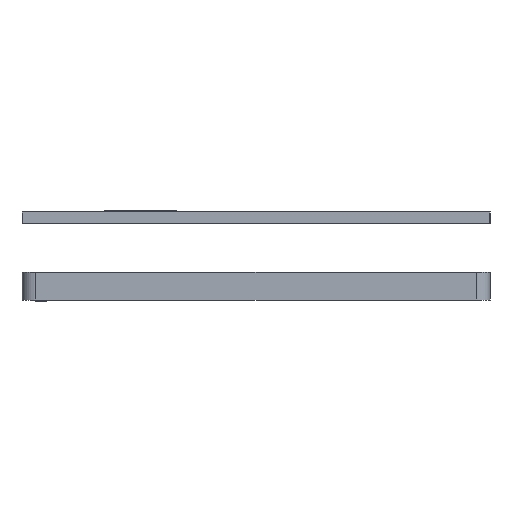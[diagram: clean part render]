
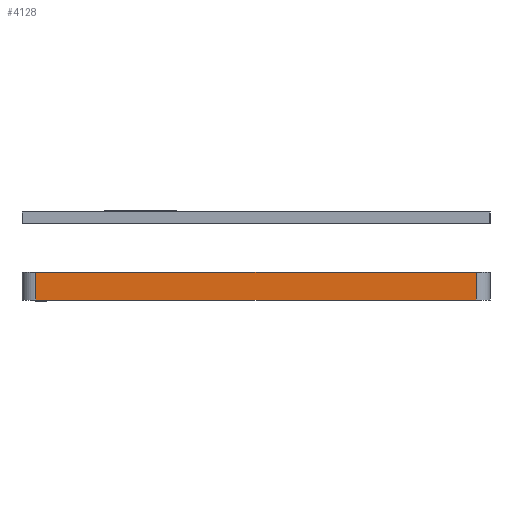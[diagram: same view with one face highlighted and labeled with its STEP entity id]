
A CAD part, left-side view. The second image highlights one B-rep face of the part: STEP entity #4128.
In plain terms, the highlighted planar face has unit normal (-1, 0, 0).
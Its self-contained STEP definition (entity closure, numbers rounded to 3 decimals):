
#610=FACE_OUTER_BOUND('',#854,.T.);
#854=EDGE_LOOP('',(#3382,#3383,#3384,#3385));
#1064=LINE('',#5849,#1396);
#1156=LINE('',#7057,#1488);
#1157=LINE('',#7060,#1489);
#1158=LINE('',#7061,#1490);
#1396=VECTOR('',#4512,10.);
#1488=VECTOR('',#4656,10.);
#1489=VECTOR('',#4659,10.);
#1490=VECTOR('',#4660,10.);
#1740=VERTEX_POINT('',#5835);
#1746=VERTEX_POINT('',#5847);
#1875=VERTEX_POINT('',#7053);
#1877=VERTEX_POINT('',#7059);
#2218=EDGE_CURVE('',#1740,#1746,#1064,.T.);
#2411=EDGE_CURVE('',#1740,#1875,#1156,.T.);
#2412=EDGE_CURVE('',#1877,#1746,#1157,.T.);
#2413=EDGE_CURVE('',#1875,#1877,#1158,.T.);
#3382=ORIENTED_EDGE('',*,*,#2411,.F.);
#3383=ORIENTED_EDGE('',*,*,#2218,.T.);
#3384=ORIENTED_EDGE('',*,*,#2412,.F.);
#3385=ORIENTED_EDGE('',*,*,#2413,.F.);
#3961=PLANE('',#4298);
#4128=ADVANCED_FACE('',(#610),#3961,.T.);
#4298=AXIS2_PLACEMENT_3D('',#7058,#4657,#4658);
#4512=DIRECTION('',(0.,-1.,0.));
#4656=DIRECTION('',(0.,0.,1.));
#4657=DIRECTION('center_axis',(-1.,0.,0.));
#4658=DIRECTION('ref_axis',(0.,-1.,0.));
#4659=DIRECTION('',(0.,0.,-1.));
#4660=DIRECTION('',(0.,-1.,0.));
#5835=CARTESIAN_POINT('',(0.,65.,0.));
#5847=CARTESIAN_POINT('',(0.,2.,0.));
#5849=CARTESIAN_POINT('',(0.,67.,0.));
#7053=CARTESIAN_POINT('',(0.,65.,4.));
#7057=CARTESIAN_POINT('',(0.,65.,0.));
#7058=CARTESIAN_POINT('Origin',(0.,67.,0.));
#7059=CARTESIAN_POINT('',(0.,2.,4.));
#7060=CARTESIAN_POINT('',(0.,2.,0.));
#7061=CARTESIAN_POINT('',(0.,67.,4.));
